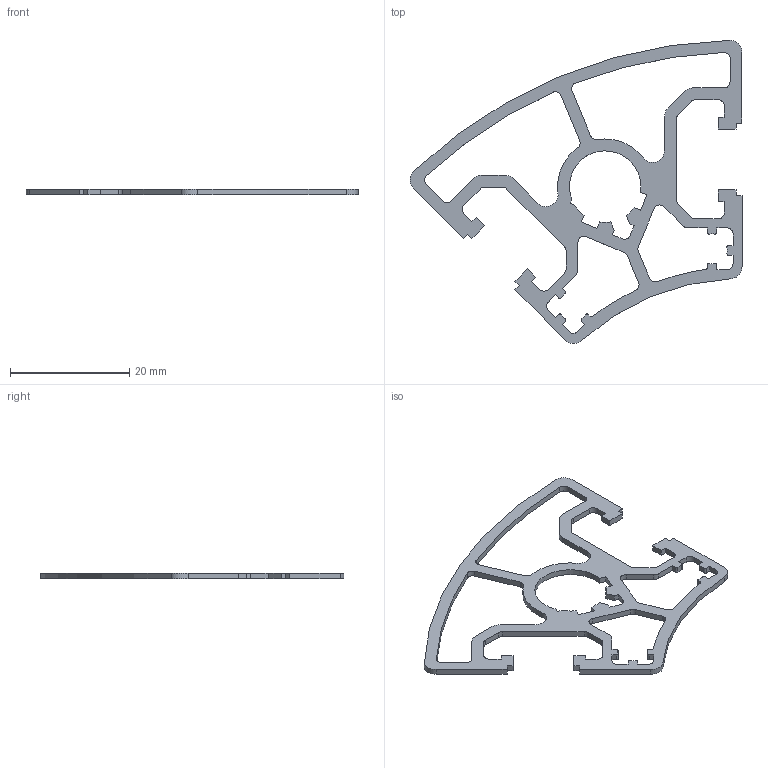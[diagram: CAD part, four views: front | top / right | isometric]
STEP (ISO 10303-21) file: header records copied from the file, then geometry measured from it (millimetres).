
FILE_DESCRIPTION(/* description */ ('STEP AP203'),/* implementation_level */ '2;1');
FILE_NAME(/* name */ 'PG4040F.stp',/* time_stamp */ '2022-07-12T11:58:50+02:00',/* author */ (''),/* organization */ (''),/* preprocessor_version */ 'ST-DEVELOPER v18.1',/* originating_system */ 'Autodesk Inventor 2021',/* authorisation */ '');
FILE_SCHEMA (('AUTOMOTIVE_DESIGN { 1 0 10303 214 3 1 1 }'));
Length unit declared in the file: millimetre
Products named in the file (1): PG4040F
Bounding box: 55.72 x 50.89 x 1 mm (x, y, z)
Volume: 630.3 mm3; surface area: 1822.1 mm2
Topology: 1 solids, 1 shells, 167 faces, 495 edges, 330 vertices
Faces by surface type: plane 92, cylinder 75
Entity records: 5680 total; most frequent: CARTESIAN_POINT 993, ORIENTED_EDGE 990, DIRECTION 981, EDGE_CURVE 495, LINE 345, VECTOR 345, VERTEX_POINT 330, AXIS2_PLACEMENT_3D 318
